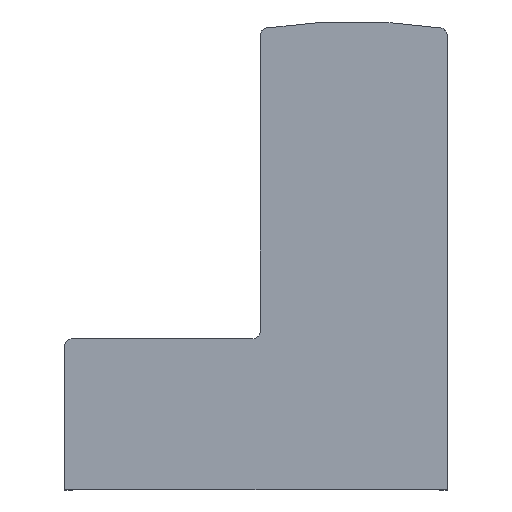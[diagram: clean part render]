
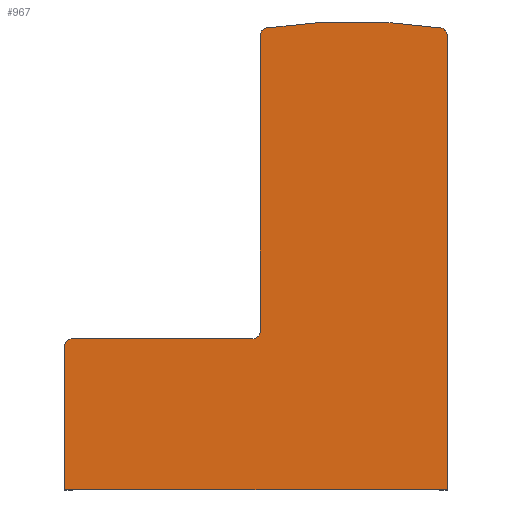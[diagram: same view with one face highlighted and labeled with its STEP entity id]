
A CAD part, top view. The second image highlights one B-rep face of the part: STEP entity #967.
In plain terms, the highlighted planar face has unit normal (0, 0, 1).
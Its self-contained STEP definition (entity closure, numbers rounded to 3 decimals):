
#8 = CARTESIAN_POINT ( 'NONE',  ( -51.5, 40.05, 8. ) ) ;
#11 = AXIS2_PLACEMENT_3D ( 'NONE', #372, #925, #137 ) ;
#64 = CARTESIAN_POINT ( 'NONE',  ( 0., 0., 8. ) ) ;
#81 = ORIENTED_EDGE ( 'NONE', *, *, #755, .T. ) ;
#90 = VECTOR ( 'NONE', #538, 1000. ) ;
#99 = VERTEX_POINT ( 'NONE', #908 ) ;
#104 = AXIS2_PLACEMENT_3D ( 'NONE', #512, #144, #537 ) ;
#106 = CARTESIAN_POINT ( 'NONE',  ( -101.3, 0., 8. ) ) ;
#115 = CARTESIAN_POINT ( 'NONE',  ( -101.3, 38.05, 8. ) ) ;
#120 = CIRCLE ( 'NONE', #397, 2. ) ;
#124 = CIRCLE ( 'NONE', #11, 2. ) ;
#132 = FACE_OUTER_BOUND ( 'NONE', #461, .T. ) ;
#137 = DIRECTION ( 'NONE',  ( 1., 0., 0. ) ) ;
#144 = DIRECTION ( 'NONE',  ( 0., 0., -1. ) ) ;
#147 = DIRECTION ( 'NONE',  ( 0., 0., 1. ) ) ;
#193 = VECTOR ( 'NONE', #518, 1000. ) ;
#210 = CARTESIAN_POINT ( 'NONE',  ( -1.693, 122.376, 8. ) ) ;
#220 = ORIENTED_EDGE ( 'NONE', *, *, #930, .T. ) ;
#222 = CARTESIAN_POINT ( 'NONE',  ( -2., 120.4, 8. ) ) ;
#225 = CARTESIAN_POINT ( 'NONE',  ( 0., 120.4, 8. ) ) ;
#226 = VERTEX_POINT ( 'NONE', #561 ) ;
#230 = ORIENTED_EDGE ( 'NONE', *, *, #999, .T. ) ;
#244 = EDGE_CURVE ( 'NONE', #273, #226, #995, .T. ) ;
#261 = DIRECTION ( 'NONE',  ( 1., 0., 0. ) ) ;
#272 = VECTOR ( 'NONE', #507, 1000. ) ;
#273 = VERTEX_POINT ( 'NONE', #963 ) ;
#304 = VERTEX_POINT ( 'NONE', #970 ) ;
#364 = DIRECTION ( 'NONE',  ( 0., 0., 1. ) ) ;
#372 = CARTESIAN_POINT ( 'NONE',  ( -2., 120.4, 8. ) ) ;
#375 = ORIENTED_EDGE ( 'NONE', *, *, #824, .T. ) ;
#397 = AXIS2_PLACEMENT_3D ( 'NONE', #689, #364, #830 ) ;
#402 = AXIS2_PLACEMENT_3D ( 'NONE', #968, #576, #261 ) ;
#446 = CARTESIAN_POINT ( 'NONE',  ( -51.5, 40.05, 8. ) ) ;
#461 = EDGE_LOOP ( 'NONE', ( #872, #535, #782, #610, #554, #601, #230, #81, #220, #375 ) ) ;
#483 = DIRECTION ( 'NONE',  ( -1., 0., 0. ) ) ;
#487 = DIRECTION ( 'NONE',  ( 1., 0., 0. ) ) ;
#503 = LINE ( 'NONE', #115, #272 ) ;
#507 = DIRECTION ( 'NONE',  ( 0., -1., 0. ) ) ;
#512 = CARTESIAN_POINT ( 'NONE',  ( -51.5, 42.05, 8. ) ) ;
#518 = DIRECTION ( 'NONE',  ( 0., -1., 0. ) ) ;
#521 = EDGE_CURVE ( 'NONE', #528, #591, #124, .T. ) ;
#524 = CARTESIAN_POINT ( 'NONE',  ( -49.5, 120.4, 8. ) ) ;
#527 = CIRCLE ( 'NONE', #104, 2. ) ;
#528 = VERTEX_POINT ( 'NONE', #225 ) ;
#529 = DIRECTION ( 'NONE',  ( 1., 0., 0. ) ) ;
#535 = ORIENTED_EDGE ( 'NONE', *, *, #570, .T. ) ;
#537 = DIRECTION ( 'NONE',  ( -1., 0., 0. ) ) ;
#538 = DIRECTION ( 'NONE',  ( 0., 1., 0. ) ) ;
#549 = AXIS2_PLACEMENT_3D ( 'NONE', #731, #147, #487 ) ;
#554 = ORIENTED_EDGE ( 'NONE', *, *, #244, .T. ) ;
#555 = CARTESIAN_POINT ( 'NONE',  ( -101.3, 0., 8. ) ) ;
#561 = CARTESIAN_POINT ( 'NONE',  ( -49.5, 120.4, 8. ) ) ;
#567 = VERTEX_POINT ( 'NONE', #446 ) ;
#570 = EDGE_CURVE ( 'NONE', #899, #528, #607, .T. ) ;
#576 = DIRECTION ( 'NONE',  ( 0., 0., 1. ) ) ;
#582 = VECTOR ( 'NONE', #664, 1000. ) ;
#591 = VERTEX_POINT ( 'NONE', #210 ) ;
#600 = LINE ( 'NONE', #524, #193 ) ;
#601 = ORIENTED_EDGE ( 'NONE', *, *, #891, .T. ) ;
#607 = LINE ( 'NONE', #64, #90 ) ;
#610 = ORIENTED_EDGE ( 'NONE', *, *, #857, .T. ) ;
#664 = DIRECTION ( 'NONE',  ( 1., 0., 0. ) ) ;
#667 = CIRCLE ( 'NONE', #402, 150. ) ;
#676 = PLANE ( 'NONE',  #744 ) ;
#689 = CARTESIAN_POINT ( 'NONE',  ( -99.3, 38.05, 8. ) ) ;
#698 = DIRECTION ( 'NONE',  ( 0., 0., 1. ) ) ;
#731 = CARTESIAN_POINT ( 'NONE',  ( -47.5, 120.4, 8. ) ) ;
#744 = AXIS2_PLACEMENT_3D ( 'NONE', #222, #698, #529 ) ;
#755 = EDGE_CURVE ( 'NONE', #567, #931, #943, .T. ) ;
#756 = VERTEX_POINT ( 'NONE', #555 ) ;
#766 = VECTOR ( 'NONE', #483, 1000. ) ;
#782 = ORIENTED_EDGE ( 'NONE', *, *, #521, .T. ) ;
#792 = EDGE_CURVE ( 'NONE', #756, #899, #805, .T. ) ;
#805 = LINE ( 'NONE', #106, #582 ) ;
#824 = EDGE_CURVE ( 'NONE', #304, #756, #503, .T. ) ;
#830 = DIRECTION ( 'NONE',  ( 1., 0., 0. ) ) ;
#857 = EDGE_CURVE ( 'NONE', #591, #273, #667, .T. ) ;
#872 = ORIENTED_EDGE ( 'NONE', *, *, #792, .T. ) ;
#891 = EDGE_CURVE ( 'NONE', #226, #99, #600, .T. ) ;
#899 = VERTEX_POINT ( 'NONE', #1006 ) ;
#908 = CARTESIAN_POINT ( 'NONE',  ( -49.5, 42.05, 8. ) ) ;
#925 = DIRECTION ( 'NONE',  ( 0., 0., 1. ) ) ;
#930 = EDGE_CURVE ( 'NONE', #931, #304, #120, .T. ) ;
#931 = VERTEX_POINT ( 'NONE', #1010 ) ;
#943 = LINE ( 'NONE', #8, #766 ) ;
#963 = CARTESIAN_POINT ( 'NONE',  ( -47.807, 122.376, 8. ) ) ;
#967 = ADVANCED_FACE ( 'NONE', ( #132 ), #676, .T. ) ;
#968 = CARTESIAN_POINT ( 'NONE',  ( -24.75, -25.841, 8. ) ) ;
#970 = CARTESIAN_POINT ( 'NONE',  ( -101.3, 38.05, 8. ) ) ;
#995 = CIRCLE ( 'NONE', #549, 2. ) ;
#999 = EDGE_CURVE ( 'NONE', #99, #567, #527, .T. ) ;
#1006 = CARTESIAN_POINT ( 'NONE',  ( 0., 0., 8. ) ) ;
#1010 = CARTESIAN_POINT ( 'NONE',  ( -99.3, 40.05, 8. ) ) ;
